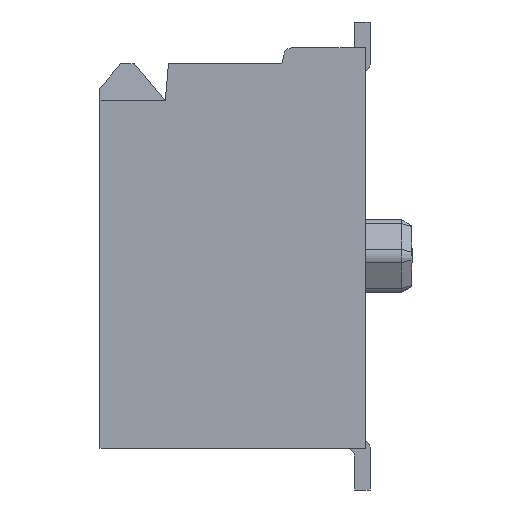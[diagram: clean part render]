
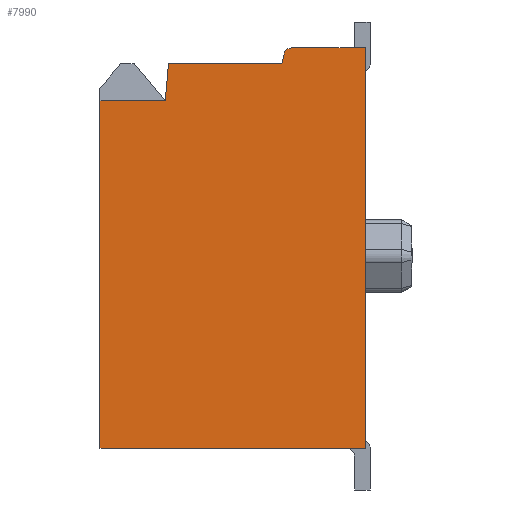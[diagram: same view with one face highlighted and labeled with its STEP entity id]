
A CAD part, left-side view. The second image highlights one B-rep face of the part: STEP entity #7990.
In plain terms, the highlighted planar face has unit normal (-1, 0, 0).
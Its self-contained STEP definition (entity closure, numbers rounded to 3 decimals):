
#234 = ORIENTED_EDGE ( 'NONE', *, *, #2423, .F. ) ;
#261 = VECTOR ( 'NONE', #1573, 1000. ) ;
#328 = CARTESIAN_POINT ( 'NONE',  ( -5.5, 0., -7.7 ) ) ;
#480 = DIRECTION ( 'NONE',  ( 0., 0., 1. ) ) ;
#625 = EDGE_CURVE ( 'NONE', #14195, #5873, #5436, .T. ) ;
#1573 = DIRECTION ( 'NONE',  ( 0., 1., 0. ) ) ;
#1763 = PLANE ( 'NONE',  #12829 ) ;
#1826 = ORIENTED_EDGE ( 'NONE', *, *, #13027, .F. ) ;
#2099 = ORIENTED_EDGE ( 'NONE', *, *, #13568, .F. ) ;
#2175 = CARTESIAN_POINT ( 'NONE',  ( -5.5, 0., 0. ) ) ;
#2423 = EDGE_CURVE ( 'NONE', #4810, #9778, #4464, .T. ) ;
#3726 = ORIENTED_EDGE ( 'NONE', *, *, #6912, .F. ) ;
#3953 = EDGE_CURVE ( 'NONE', #4636, #11208, #7011, .T. ) ;
#3987 = VECTOR ( 'NONE', #13840, 1000. ) ;
#4031 = VECTOR ( 'NONE', #4894, 1000. ) ;
#4464 = LINE ( 'NONE', #8002, #15646 ) ;
#4547 = DIRECTION ( 'NONE',  ( 0., 0., -1. ) ) ;
#4636 = VERTEX_POINT ( 'NONE', #9553 ) ;
#4810 = VERTEX_POINT ( 'NONE', #16072 ) ;
#4894 = DIRECTION ( 'NONE',  ( 0., -0.208, 0.978 ) ) ;
#4990 = VECTOR ( 'NONE', #14566, 1000. ) ;
#5436 = LINE ( 'NONE', #8749, #3987 ) ;
#5518 = CARTESIAN_POINT ( 'NONE',  ( -5.5, 0., 0. ) ) ;
#5873 = VERTEX_POINT ( 'NONE', #11550 ) ;
#6669 = CARTESIAN_POINT ( 'NONE',  ( -5.5, 5.1, -1.015 ) ) ;
#6738 = DIRECTION ( 'NONE',  ( 0., -1., 0. ) ) ;
#6883 = AXIS2_PLACEMENT_3D ( 'NONE', #16115, #8378, #480 ) ;
#6912 = EDGE_CURVE ( 'NONE', #9778, #10736, #9186, .T. ) ;
#7002 = DIRECTION ( 'NONE',  ( 0., 1., 0. ) ) ;
#7011 = LINE ( 'NONE', #16027, #7857 ) ;
#7050 = ORIENTED_EDGE ( 'NONE', *, *, #14002, .F. ) ;
#7099 = ORIENTED_EDGE ( 'NONE', *, *, #11864, .F. ) ;
#7223 = LINE ( 'NONE', #13934, #11891 ) ;
#7370 = CARTESIAN_POINT ( 'NONE',  ( -5.5, 1.415, 0. ) ) ;
#7857 = VECTOR ( 'NONE', #7002, 1000. ) ;
#7990 = ADVANCED_FACE ( 'NONE', ( #16518 ), #1763, .F. ) ;
#8002 = CARTESIAN_POINT ( 'NONE',  ( -5.5, 0., -0.3 ) ) ;
#8260 = EDGE_CURVE ( 'NONE', #15748, #11208, #7223, .T. ) ;
#8378 = DIRECTION ( 'NONE',  ( 1., 0., 0. ) ) ;
#8749 = CARTESIAN_POINT ( 'NONE',  ( -5.5, 0., 0. ) ) ;
#8820 = ORIENTED_EDGE ( 'NONE', *, *, #3953, .T. ) ;
#9096 = LINE ( 'NONE', #15886, #4990 ) ;
#9186 = LINE ( 'NONE', #12934, #4031 ) ;
#9488 = DIRECTION ( 'NONE',  ( 1., 0., 0. ) ) ;
#9553 = CARTESIAN_POINT ( 'NONE',  ( -5.5, 3.845, -1.015 ) ) ;
#9778 = VERTEX_POINT ( 'NONE', #13596 ) ;
#10497 = EDGE_LOOP ( 'NONE', ( #16706, #7099, #2099, #3726, #234, #7050, #8820, #15653, #1826 ) ) ;
#10736 = VERTEX_POINT ( 'NONE', #11972 ) ;
#11208 = VERTEX_POINT ( 'NONE', #6669 ) ;
#11550 = CARTESIAN_POINT ( 'NONE',  ( -5.5, 0., -7.7 ) ) ;
#11864 = EDGE_CURVE ( 'NONE', #16042, #14195, #14649, .T. ) ;
#11891 = VECTOR ( 'NONE', #16622, 1000. ) ;
#11972 = CARTESIAN_POINT ( 'NONE',  ( -5.5, 1.561, -0.119 ) ) ;
#12829 = AXIS2_PLACEMENT_3D ( 'NONE', #5518, #9488, #4547 ) ;
#12934 = CARTESIAN_POINT ( 'NONE',  ( -5.5, 1.6, -0.3 ) ) ;
#13027 = EDGE_CURVE ( 'NONE', #5873, #15748, #15997, .T. ) ;
#13444 = CARTESIAN_POINT ( 'NONE',  ( -5.5, 0., 0. ) ) ;
#13568 = EDGE_CURVE ( 'NONE', #10736, #16042, #15547, .T. ) ;
#13596 = CARTESIAN_POINT ( 'NONE',  ( -5.5, 1.6, -0.3 ) ) ;
#13840 = DIRECTION ( 'NONE',  ( 0., 0., -1. ) ) ;
#13934 = CARTESIAN_POINT ( 'NONE',  ( -5.5, 5.1, -7.7 ) ) ;
#14002 = EDGE_CURVE ( 'NONE', #4636, #4810, #9096, .T. ) ;
#14195 = VERTEX_POINT ( 'NONE', #2175 ) ;
#14444 = DIRECTION ( 'NONE',  ( 0., -1., 0. ) ) ;
#14566 = DIRECTION ( 'NONE',  ( 0., -0.087, 0.996 ) ) ;
#14649 = LINE ( 'NONE', #13444, #16663 ) ;
#15547 = CIRCLE ( 'NONE', #6883, 0.15 ) ;
#15646 = VECTOR ( 'NONE', #14444, 1000. ) ;
#15653 = ORIENTED_EDGE ( 'NONE', *, *, #8260, .F. ) ;
#15748 = VERTEX_POINT ( 'NONE', #16198 ) ;
#15886 = CARTESIAN_POINT ( 'NONE',  ( -5.5, 3.845, -1.015 ) ) ;
#15997 = LINE ( 'NONE', #328, #261 ) ;
#16027 = CARTESIAN_POINT ( 'NONE',  ( -5.5, 5.1, -1.015 ) ) ;
#16042 = VERTEX_POINT ( 'NONE', #7370 ) ;
#16072 = CARTESIAN_POINT ( 'NONE',  ( -5.5, 3.782, -0.3 ) ) ;
#16115 = CARTESIAN_POINT ( 'NONE',  ( -5.5, 1.415, -0.15 ) ) ;
#16198 = CARTESIAN_POINT ( 'NONE',  ( -5.5, 5.1, -7.7 ) ) ;
#16518 = FACE_OUTER_BOUND ( 'NONE', #10497, .T. ) ;
#16622 = DIRECTION ( 'NONE',  ( 0., 0., 1. ) ) ;
#16663 = VECTOR ( 'NONE', #6738, 1000. ) ;
#16706 = ORIENTED_EDGE ( 'NONE', *, *, #625, .F. ) ;
